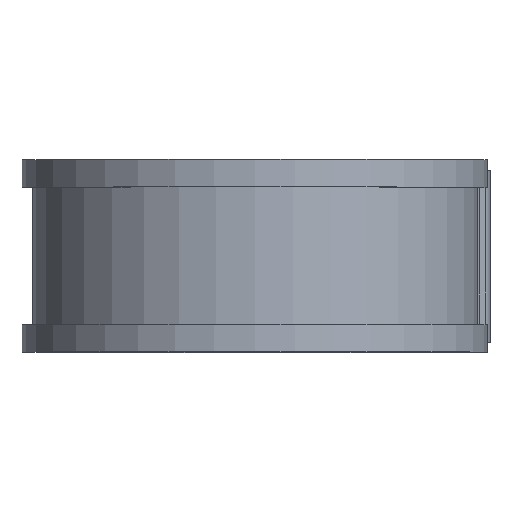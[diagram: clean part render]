
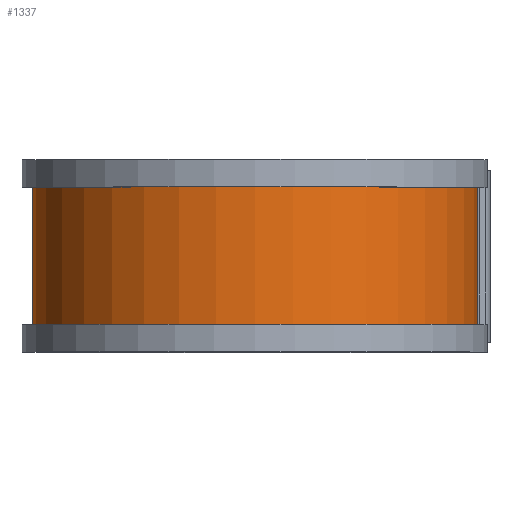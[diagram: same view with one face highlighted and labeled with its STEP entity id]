
A CAD part, top view. The second image highlights one B-rep face of the part: STEP entity #1337.
In plain terms, the highlighted cylindrical face has radius 32.906 mm (diameter 65.811 mm), a partial arc.
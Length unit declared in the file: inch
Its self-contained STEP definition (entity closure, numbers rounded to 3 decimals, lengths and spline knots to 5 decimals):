
#42 = AXIS2_PLACEMENT_3D ( 'NONE', #394, #1622, #525 ) ;
#46 = EDGE_CURVE ( 'NONE', #1307, #1098, #205, .T. ) ;
#205 = CIRCLE ( 'NONE', #264, 1.2955 ) ;
#257 = DIRECTION ( 'NONE',  ( 0., 0., -1. ) ) ;
#263 = DIRECTION ( 'NONE',  ( 0., -1., 0. ) ) ;
#264 = AXIS2_PLACEMENT_3D ( 'NONE', #1471, #1599, #918 ) ;
#266 = CARTESIAN_POINT ( 'NONE',  ( 0., -0.4, 0. ) ) ;
#267 = VECTOR ( 'NONE', #875, 39.37008 ) ;
#389 = ORIENTED_EDGE ( 'NONE', *, *, #46, .T. ) ;
#392 = ORIENTED_EDGE ( 'NONE', *, *, #1221, .F. ) ;
#394 = CARTESIAN_POINT ( 'NONE',  ( 0., 0.5, 0. ) ) ;
#411 = AXIS2_PLACEMENT_3D ( 'NONE', #266, #263, #257 ) ;
#431 = CARTESIAN_POINT ( 'NONE',  ( 0., 0.5, -1.2955 ) ) ;
#481 = CARTESIAN_POINT ( 'NONE',  ( 0., -0.4, -1.2955 ) ) ;
#483 = CARTESIAN_POINT ( 'NONE',  ( 0., 0.4, -1.2955 ) ) ;
#492 = VECTOR ( 'NONE', #1678, 39.37008 ) ;
#525 = DIRECTION ( 'NONE',  ( 0., 0., -1. ) ) ;
#602 = VERTEX_POINT ( 'NONE', #481 ) ;
#637 = CARTESIAN_POINT ( 'NONE',  ( 1.2955, 0.5, 0. ) ) ;
#782 = EDGE_CURVE ( 'NONE', #1413, #602, #1096, .T. ) ;
#875 = DIRECTION ( 'NONE',  ( 0., -1., 0. ) ) ;
#907 = CARTESIAN_POINT ( 'NONE',  ( 1.2955, -0.4, 0. ) ) ;
#918 = DIRECTION ( 'NONE',  ( 0., 0., -1. ) ) ;
#1002 = ORIENTED_EDGE ( 'NONE', *, *, #782, .F. ) ;
#1020 = LINE ( 'NONE', #431, #492 ) ;
#1096 = CIRCLE ( 'NONE', #411, 1.2955 ) ;
#1098 = VERTEX_POINT ( 'NONE', #483 ) ;
#1221 = EDGE_CURVE ( 'NONE', #1307, #1413, #1273, .T. ) ;
#1273 = LINE ( 'NONE', #637, #267 ) ;
#1289 = CARTESIAN_POINT ( 'NONE',  ( 1.2955, 0.4, 0. ) ) ;
#1307 = VERTEX_POINT ( 'NONE', #1289 ) ;
#1337 = ADVANCED_FACE ( 'NONE', ( #1607 ), #1494, .T. ) ;
#1413 = VERTEX_POINT ( 'NONE', #907 ) ;
#1471 = CARTESIAN_POINT ( 'NONE',  ( 0., 0.4, 0. ) ) ;
#1494 = CYLINDRICAL_SURFACE ( 'NONE', #42, 1.2955 ) ;
#1504 = EDGE_CURVE ( 'NONE', #1098, #602, #1020, .T. ) ;
#1599 = DIRECTION ( 'NONE',  ( 0., -1., 0. ) ) ;
#1604 = EDGE_LOOP ( 'NONE', ( #392, #389, #1673, #1002 ) ) ;
#1607 = FACE_OUTER_BOUND ( 'NONE', #1604, .T. ) ;
#1622 = DIRECTION ( 'NONE',  ( 0., -1., 0. ) ) ;
#1673 = ORIENTED_EDGE ( 'NONE', *, *, #1504, .T. ) ;
#1678 = DIRECTION ( 'NONE',  ( 0., -1., 0. ) ) ;
